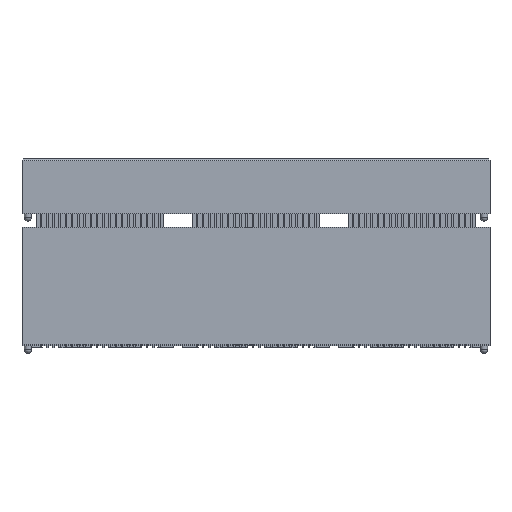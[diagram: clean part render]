
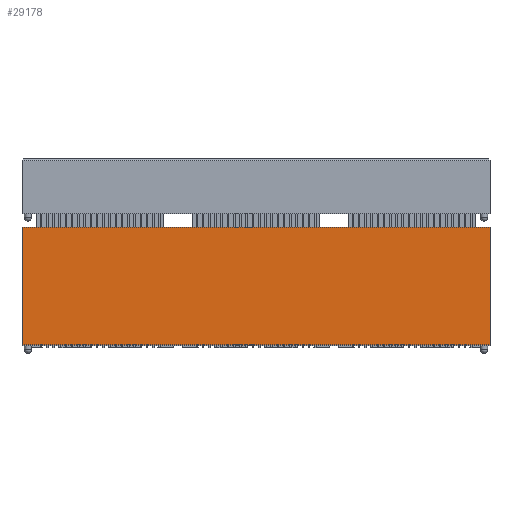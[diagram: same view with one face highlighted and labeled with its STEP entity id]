
A CAD part, top view. The second image highlights one B-rep face of the part: STEP entity #29178.
In plain terms, the highlighted planar face has unit normal (0, 0, 1).
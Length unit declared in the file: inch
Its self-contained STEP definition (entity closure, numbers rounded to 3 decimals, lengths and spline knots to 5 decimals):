
#8585=ORIENTED_EDGE('',*,*,#12829,.F.);
#8586=ORIENTED_EDGE('',*,*,#12736,.F.);
#8587=ORIENTED_EDGE('',*,*,#12830,.F.);
#8588=ORIENTED_EDGE('',*,*,#12733,.T.);
#12733=EDGE_CURVE('',#15549,#15552,#19515,.T.);
#12736=EDGE_CURVE('',#15555,#15556,#19518,.T.);
#12829=EDGE_CURVE('',#15556,#15552,#19609,.T.);
#12830=EDGE_CURVE('',#15549,#15555,#19610,.T.);
#15549=VERTEX_POINT('',#46158);
#15552=VERTEX_POINT('',#46164);
#15555=VERTEX_POINT('',#46171);
#15556=VERTEX_POINT('',#46173);
#19515=LINE('',#46165,#23511);
#19518=LINE('',#46172,#23514);
#19609=LINE('',#46350,#23605);
#19610=LINE('',#46351,#23606);
#23511=VECTOR('',#37822,39.37008);
#23514=VECTOR('',#37827,39.37008);
#23605=VECTOR('',#37962,39.37008);
#23606=VECTOR('',#37963,39.37008);
#25020=EDGE_LOOP('',(#8585,#8586,#8587,#8588));
#26450=FACE_BOUND('',#25020,.T.);
#27776=PLANE('',#30814);
#29178=ADVANCED_FACE('',(#26450),#27776,.F.);
#30814=AXIS2_PLACEMENT_3D('',#46349,#37960,#37961);
#37822=DIRECTION('',(0.,-1.,0.));
#37827=DIRECTION('',(0.,-1.,0.));
#37960=DIRECTION('',(0.,0.,-1.));
#37961=DIRECTION('',(-1.,0.,0.));
#37962=DIRECTION('',(-1.,0.,0.));
#37963=DIRECTION('',(1.,0.,0.));
#46158=CARTESIAN_POINT('',(-1.1815,0.6,0.1325));
#46164=CARTESIAN_POINT('',(-1.1815,0.007,0.1325));
#46165=CARTESIAN_POINT('',(-1.1815,0.6,0.1325));
#46171=CARTESIAN_POINT('',(1.1815,0.6,0.1325));
#46172=CARTESIAN_POINT('',(1.1815,0.6,0.1325));
#46173=CARTESIAN_POINT('',(1.1815,0.007,0.1325));
#46349=CARTESIAN_POINT('',(-1.1815,0.6,0.1325));
#46350=CARTESIAN_POINT('',(-1.1815,0.007,0.1325));
#46351=CARTESIAN_POINT('',(-1.1815,0.6,0.1325));
